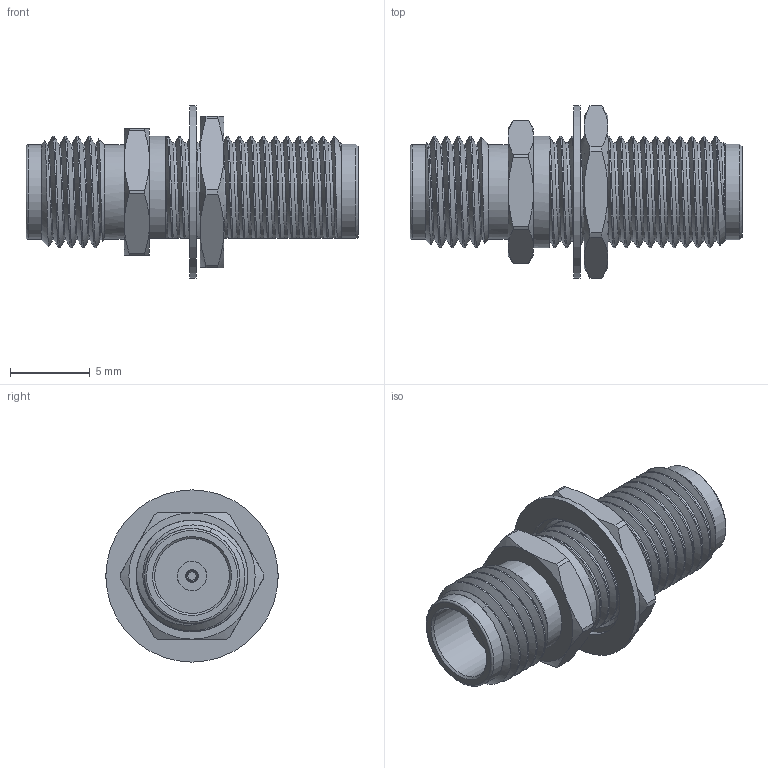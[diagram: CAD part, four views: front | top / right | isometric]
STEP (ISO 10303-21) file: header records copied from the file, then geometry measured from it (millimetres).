
FILE_DESCRIPTION (( 'STEP AP203' ), '1' );
FILE_NAME ('SM3927.step', '2020-04-01T18:54:19', ( '' ), ( '' ), 'SwSTEP 2.0', 'SolidWorks 2018', '' );
FILE_SCHEMA (( 'CONFIG_CONTROL_DESIGN' ));
Length unit declared in the file: inch
Products named in the file (1): SM3927
Bounding box: 20.85 x 10.82 x 10.82 mm (x, y, z)
Volume: 679.9 mm3; surface area: 1108.2 mm2
Topology: 3 solids, 3 shells, 206 faces, 540 edges, 350 vertices
Faces by surface type: plane 64, bspline 56, cone 43, cylinder 42, torus 1
Full cylindrical faces by diameter (mm): 0.508 x1, 0.533 x1, 0.762 x1, 0.787 x1, 1.85 x2, 4.699 x2, 5.963 x2, 8 x1, 10.818 x1
Entity records: 34321 total; most frequent: CARTESIAN_POINT 30019, ORIENTED_EDGE 1020, DIRECTION 689, EDGE_CURVE 510, VERTEX_POINT 340, AXIS2_PLACEMENT_3D 281, EDGE_LOOP 240, FACE_OUTER_BOUND 219
